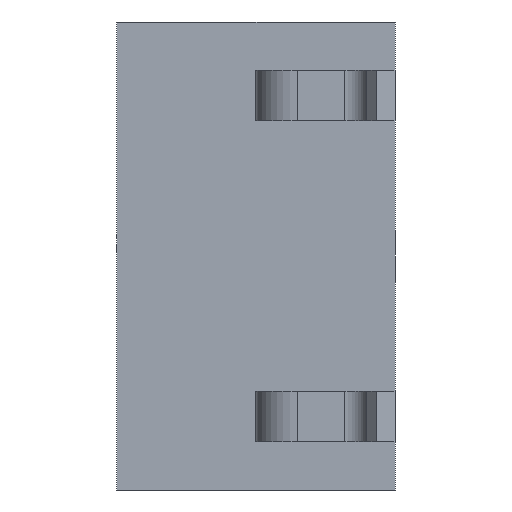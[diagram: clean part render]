
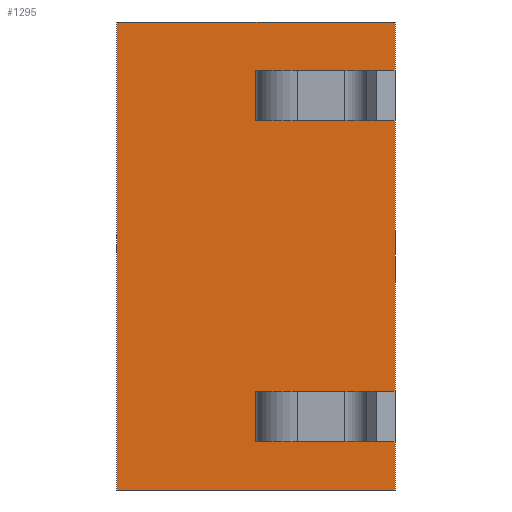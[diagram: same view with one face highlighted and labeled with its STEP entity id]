
A CAD part, left-side view. The second image highlights one B-rep face of the part: STEP entity #1295.
In plain terms, the highlighted planar face has unit normal (-1, 0, 0).
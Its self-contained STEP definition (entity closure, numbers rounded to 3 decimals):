
#77=FACE_BOUND('',#154,.T.);
#78=FACE_BOUND('',#155,.T.);
#82=FACE_OUTER_BOUND('',#153,.T.);
#153=EDGE_LOOP('',(#853,#854,#855,#856));
#154=EDGE_LOOP('',(#857,#858,#859,#860));
#155=EDGE_LOOP('',(#861,#862,#863,#864));
#229=LINE('',#1865,#381);
#230=LINE('',#1867,#382);
#231=LINE('',#1869,#383);
#232=LINE('',#1870,#384);
#233=LINE('',#1873,#385);
#234=LINE('',#1875,#386);
#235=LINE('',#1877,#387);
#236=LINE('',#1878,#388);
#237=LINE('',#1881,#389);
#238=LINE('',#1883,#390);
#239=LINE('',#1885,#391);
#240=LINE('',#1886,#392);
#381=VECTOR('',#1489,1000.);
#382=VECTOR('',#1490,1000.);
#383=VECTOR('',#1491,1000.);
#384=VECTOR('',#1492,1000.);
#385=VECTOR('',#1493,1000.);
#386=VECTOR('',#1494,1000.);
#387=VECTOR('',#1495,1000.);
#388=VECTOR('',#1496,1000.);
#389=VECTOR('',#1497,1000.);
#390=VECTOR('',#1498,1000.);
#391=VECTOR('',#1499,1000.);
#392=VECTOR('',#1500,1000.);
#533=VERTEX_POINT('',#1863);
#534=VERTEX_POINT('',#1864);
#535=VERTEX_POINT('',#1866);
#536=VERTEX_POINT('',#1868);
#537=VERTEX_POINT('',#1871);
#538=VERTEX_POINT('',#1872);
#539=VERTEX_POINT('',#1874);
#540=VERTEX_POINT('',#1876);
#541=VERTEX_POINT('',#1879);
#542=VERTEX_POINT('',#1880);
#543=VERTEX_POINT('',#1882);
#544=VERTEX_POINT('',#1884);
#661=EDGE_CURVE('',#533,#534,#229,.T.);
#662=EDGE_CURVE('',#535,#534,#230,.T.);
#663=EDGE_CURVE('',#536,#535,#231,.T.);
#664=EDGE_CURVE('',#536,#533,#232,.T.);
#665=EDGE_CURVE('',#537,#538,#233,.T.);
#666=EDGE_CURVE('',#539,#537,#234,.T.);
#667=EDGE_CURVE('',#540,#539,#235,.T.);
#668=EDGE_CURVE('',#538,#540,#236,.T.);
#669=EDGE_CURVE('',#541,#542,#237,.T.);
#670=EDGE_CURVE('',#543,#541,#238,.T.);
#671=EDGE_CURVE('',#544,#543,#239,.T.);
#672=EDGE_CURVE('',#542,#544,#240,.T.);
#853=ORIENTED_EDGE('',*,*,#661,.T.);
#854=ORIENTED_EDGE('',*,*,#662,.F.);
#855=ORIENTED_EDGE('',*,*,#663,.F.);
#856=ORIENTED_EDGE('',*,*,#664,.T.);
#857=ORIENTED_EDGE('',*,*,#665,.F.);
#858=ORIENTED_EDGE('',*,*,#666,.F.);
#859=ORIENTED_EDGE('',*,*,#667,.F.);
#860=ORIENTED_EDGE('',*,*,#668,.F.);
#861=ORIENTED_EDGE('',*,*,#669,.F.);
#862=ORIENTED_EDGE('',*,*,#670,.F.);
#863=ORIENTED_EDGE('',*,*,#671,.F.);
#864=ORIENTED_EDGE('',*,*,#672,.F.);
#1237=PLANE('',#1374);
#1295=ADVANCED_FACE('',(#82,#77,#78),#1237,.F.);
#1374=AXIS2_PLACEMENT_3D('',#1862,#1487,#1488);
#1487=DIRECTION('center_axis',(1.,0.,0.));
#1488=DIRECTION('ref_axis',(0.,0.,-1.));
#1489=DIRECTION('',(0.,0.,1.));
#1490=DIRECTION('',(0.,-1.,0.));
#1491=DIRECTION('',(0.,0.,1.));
#1492=DIRECTION('',(0.,-1.,0.));
#1493=DIRECTION('',(0.,1.,0.));
#1494=DIRECTION('',(0.,0.,1.));
#1495=DIRECTION('',(0.,-1.,0.));
#1496=DIRECTION('',(0.,0.,-1.));
#1497=DIRECTION('',(0.,1.,0.));
#1498=DIRECTION('',(0.,0.,1.));
#1499=DIRECTION('',(0.,-1.,0.));
#1500=DIRECTION('',(0.,0.,-1.));
#1862=CARTESIAN_POINT('Origin',(-2.275,2.2,1.85));
#1863=CARTESIAN_POINT('',(-2.275,0.,-1.85));
#1864=CARTESIAN_POINT('',(-2.275,0.,1.85));
#1865=CARTESIAN_POINT('',(-2.275,0.,1.85));
#1866=CARTESIAN_POINT('',(-2.275,2.2,1.85));
#1867=CARTESIAN_POINT('',(-2.275,2.2,1.85));
#1868=CARTESIAN_POINT('',(-2.275,2.2,-1.85));
#1869=CARTESIAN_POINT('',(-2.275,2.2,1.85));
#1870=CARTESIAN_POINT('',(-2.275,2.2,-1.85));
#1871=CARTESIAN_POINT('',(-2.275,0.95,1.47));
#1872=CARTESIAN_POINT('',(-2.275,1.1,1.47));
#1873=CARTESIAN_POINT('',(-2.275,0.95,1.47));
#1874=CARTESIAN_POINT('',(-2.275,0.95,1.07));
#1875=CARTESIAN_POINT('',(-2.275,0.95,1.07));
#1876=CARTESIAN_POINT('',(-2.275,1.1,1.07));
#1877=CARTESIAN_POINT('',(-2.275,0.95,1.07));
#1878=CARTESIAN_POINT('',(-2.275,1.1,1.07));
#1879=CARTESIAN_POINT('',(-2.275,0.95,-1.07));
#1880=CARTESIAN_POINT('',(-2.275,1.1,-1.07));
#1881=CARTESIAN_POINT('',(-2.275,0.95,-1.07));
#1882=CARTESIAN_POINT('',(-2.275,0.95,-1.47));
#1883=CARTESIAN_POINT('',(-2.275,0.95,-1.47));
#1884=CARTESIAN_POINT('',(-2.275,1.1,-1.47));
#1885=CARTESIAN_POINT('',(-2.275,0.95,-1.47));
#1886=CARTESIAN_POINT('',(-2.275,1.1,-1.47));
